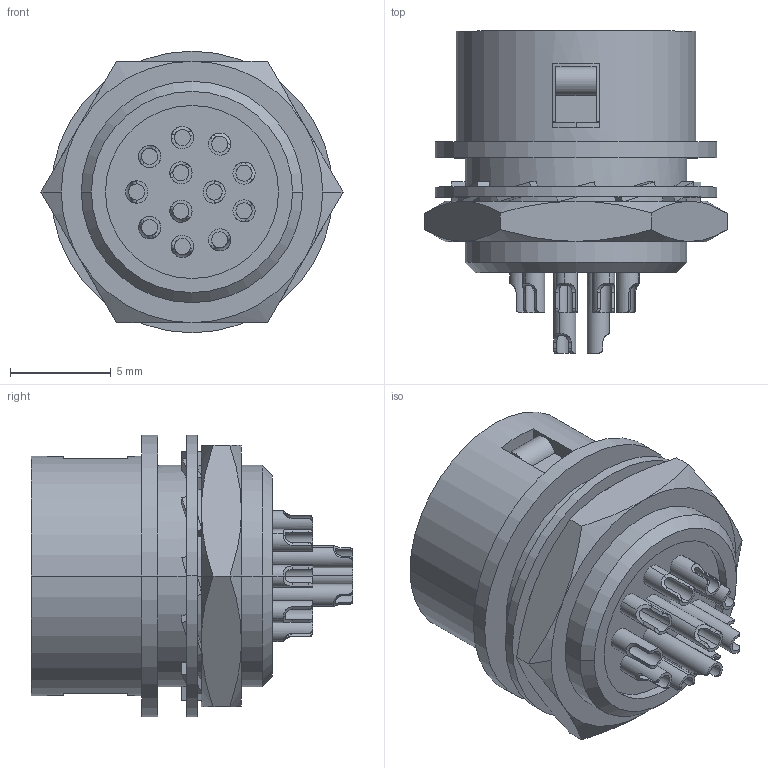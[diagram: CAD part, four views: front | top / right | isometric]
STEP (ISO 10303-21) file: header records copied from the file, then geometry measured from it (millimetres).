
FILE_DESCRIPTION(('CoCreate Modeling STEP Export'),'2;1');
FILE_NAME('HR10A-10R-12S.stp','2009-12-18T13:29:42',(''),(''),'CoCreate Modeling STEP processor for AP214 (Solid Model)','CoCreate Modeling 16.00B 02-Dec-2008 (C) Parametric Technology GmbH','');
FILE_SCHEMA(('AUTOMOTIVE_DESIGN { 1 0 10303 214 1 1 1 1 }'));
Length unit declared in the file: millimetre
Products named in the file (1): HR10A-10R-12S
Bounding box: 15.01 x 16 x 14 mm (x, y, z)
Volume: 1175.6 mm3; surface area: 1609.3 mm2
Topology: 1 solids, 1 shells, 367 faces, 1035 edges, 676 vertices
Faces by surface type: plane 182, cylinder 161, cone 24
Entity records: 17671 total; most frequent: CARTESIAN_POINT 9031, ORIENTED_EDGE 2070, DIRECTION 1437, EDGE_CURVE 1035, VERTEX_POINT 676, VECTOR 535, LINE 535, AXIS2_PLACEMENT_3D 451
